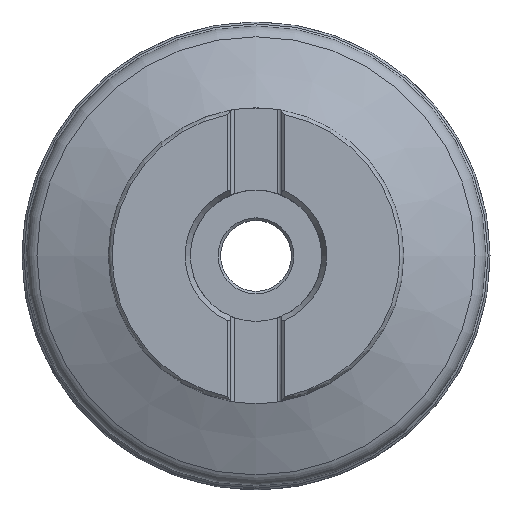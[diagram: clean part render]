
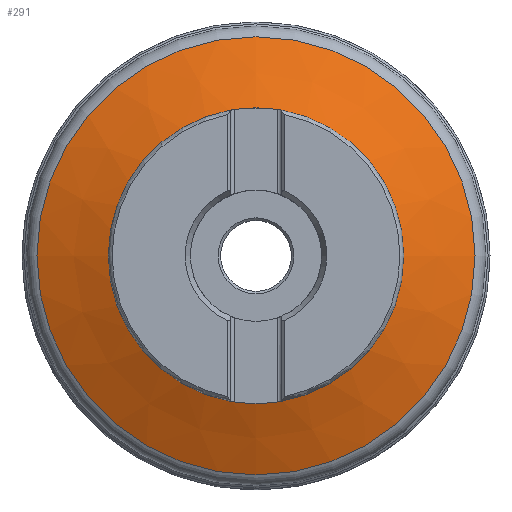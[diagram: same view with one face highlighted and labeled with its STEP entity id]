
A CAD part, top view. The second image highlights one B-rep face of the part: STEP entity #291.
In plain terms, the highlighted conical face has half-angle 66.477 degrees and reference radius 42.456 mm.
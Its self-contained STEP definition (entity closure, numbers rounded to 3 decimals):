
#155=CONICAL_SURFACE('',#1114,42.456,66.477);
#291=ADVANCED_FACE('',(#369,#370),#155,.T.);
#369=FACE_BOUND('',#469,.T.);
#370=FACE_BOUND('',#470,.T.);
#469=EDGE_LOOP('',(#631));
#470=EDGE_LOOP('',(#632));
#631=ORIENTED_EDGE('',*,*,#921,.T.);
#632=ORIENTED_EDGE('',*,*,#868,.T.);
#782=VERTEX_POINT('',#1653);
#827=VERTEX_POINT('',#1950);
#868=EDGE_CURVE('',#782,#782,#974,.T.);
#921=EDGE_CURVE('',#827,#827,#991,.T.);
#974=CIRCLE('',#1082,28.257);
#991=CIRCLE('',#1113,42.353);
#1082=AXIS2_PLACEMENT_3D('',#1652,#1192,#1193);
#1113=AXIS2_PLACEMENT_3D('',#1949,#1266,#1267);
#1114=AXIS2_PLACEMENT_3D('',#1951,#1268,#1269);
#1192=DIRECTION('',(0.,0.,-1.));
#1193=DIRECTION('',(-1.,0.,0.));
#1266=DIRECTION('',(0.,0.,1.));
#1267=DIRECTION('',(1.,0.,0.));
#1268=DIRECTION('',(0.,0.,-1.));
#1269=DIRECTION('',(-1.,0.,0.));
#1652=CARTESIAN_POINT('',(0.,0.,27.281));
#1653=CARTESIAN_POINT('',(-28.257,0.,27.281));
#1949=CARTESIAN_POINT('',(0.,0.,21.145));
#1950=CARTESIAN_POINT('',(42.353,0.,21.145));
#1951=CARTESIAN_POINT('',(0.,0.,21.1));
